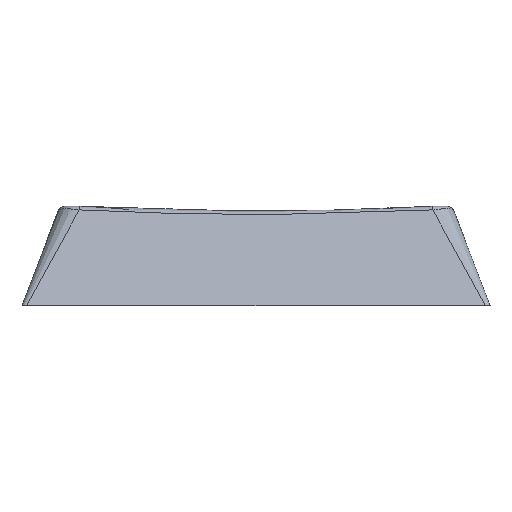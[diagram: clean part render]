
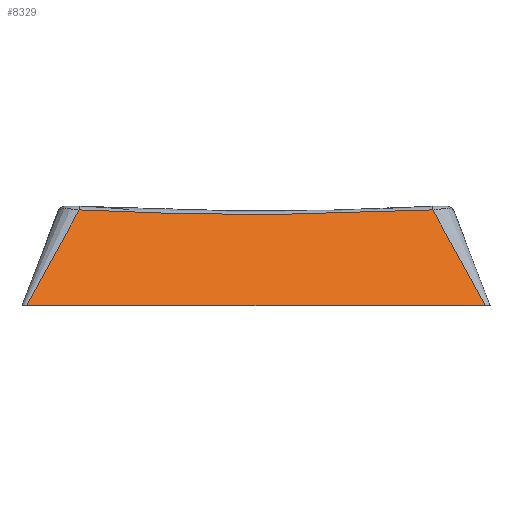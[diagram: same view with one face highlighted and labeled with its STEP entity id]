
A CAD part, top view. The second image highlights one B-rep face of the part: STEP entity #8329.
In plain terms, the highlighted planar face has unit normal (0, 0.423, 0.906).
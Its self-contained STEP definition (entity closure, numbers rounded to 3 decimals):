
#381 = EDGE_LOOP ( 'NONE', ( #8131, #2963, #4213, #7421 ) ) ;
#564 = VECTOR ( 'NONE', #1741, 1000. ) ;
#610 = VERTEX_POINT ( 'NONE', #7061 ) ;
#686 = CARTESIAN_POINT ( 'NONE',  ( 15.848, 4.318, 7.036 ) ) ;
#1273 = CARTESIAN_POINT ( 'NONE',  ( 18.575, 3.466, 7.434 ) ) ;
#1520 = CARTESIAN_POINT ( 'NONE',  ( -15.961, 4.113, 7.132 ) ) ;
#1568 = CARTESIAN_POINT ( 'NONE',  ( -16.034, 3.98, 7.194 ) ) ;
#1597 = CARTESIAN_POINT ( 'NONE',  ( 14.033, 7.602, 5.505 ) ) ;
#1644 = CARTESIAN_POINT ( 'NONE',  ( 14.435, 6.877, 5.843 ) ) ;
#1725 = VERTEX_POINT ( 'NONE', #6820 ) ;
#1741 = DIRECTION ( 'NONE',  ( 1., 0., 0. ) ) ;
#1863 = CARTESIAN_POINT ( 'NONE',  ( 14.033, 7.602, 5.505 ) ) ;
#2195 = CARTESIAN_POINT ( 'NONE',  ( 18.211, 0., 9.05 ) ) ;
#2312 = CARTESIAN_POINT ( 'NONE',  ( -16.016, 4.012, 7.179 ) ) ;
#2362 = CARTESIAN_POINT ( 'NONE',  ( -14.434, 6.878, 5.843 ) ) ;
#2392 = CARTESIAN_POINT ( 'NONE',  ( 16.721, 2.731, 7.777 ) ) ;
#2569 = CARTESIAN_POINT ( 'NONE',  ( -17.442, 1.412, 8.392 ) ) ;
#2963 = ORIENTED_EDGE ( 'NONE', *, *, #9867, .T. ) ;
#3422 = CARTESIAN_POINT ( 'NONE',  ( -18.211, 0., 9.05 ) ) ;
#3432 = VERTEX_POINT ( 'NONE', #9237 ) ;
#4203 = CARTESIAN_POINT ( 'NONE',  ( -16.721, 2.731, 7.777 ) ) ;
#4213 = ORIENTED_EDGE ( 'NONE', *, *, #8936, .T. ) ;
#4358 = DIRECTION ( 'NONE',  ( 0., 0.423, 0.906 ) ) ;
#4460 = CARTESIAN_POINT ( 'NONE',  ( 14.033, 7.602, 5.505 ) ) ;
#4708 = CARTESIAN_POINT ( 'NONE',  ( -14.033, 7.602, 5.505 ) ) ;
#4919 = EDGE_CURVE ( 'NONE', #1725, #9694, #6890, .T. ) ;
#5000 = EDGE_CURVE ( 'NONE', #3432, #1725, #7858, .T. ) ;
#5017 = CARTESIAN_POINT ( 'NONE',  ( -14.033, 7.602, 5.505 ) ) ;
#5292 = CARTESIAN_POINT ( 'NONE',  ( 17.442, 1.412, 8.392 ) ) ;
#5443 = CARTESIAN_POINT ( 'NONE',  ( 16.073, 3.909, 7.227 ) ) ;
#5465 = CARTESIAN_POINT ( 'NONE',  ( -15.576, 4.812, 6.806 ) ) ;
#5497 = CARTESIAN_POINT ( 'NONE',  ( 15.961, 4.113, 7.132 ) ) ;
#6144 = CARTESIAN_POINT ( 'NONE',  ( 16.016, 4.012, 7.179 ) ) ;
#6194 = CARTESIAN_POINT ( 'NONE',  ( 16.034, 3.98, 7.194 ) ) ;
#6243 = CARTESIAN_POINT ( 'NONE',  ( 14.995, 5.864, 6.315 ) ) ;
#6820 = CARTESIAN_POINT ( 'NONE',  ( 18.211, 0., 9.05 ) ) ;
#6890 = B_SPLINE_CURVE_WITH_KNOTS ( 'NONE', 3,
 ( #2195, #5292, #2392, #5443, #6194, #6144, #5497, #686, #8525, #6243, #1644, #1597 ),
 .UNSPECIFIED., .F., .F.,
 ( 4, 1, 2, 2, 1, 1, 1, 4 ),
 ( 0., 0.483, 0.498, 0.513, 0.544, 0.604, 0.725, 0.967 ),
 .UNSPECIFIED. ) ;
#7061 = CARTESIAN_POINT ( 'NONE',  ( -14.033, 7.602, 5.505 ) ) ;
#7261 = CARTESIAN_POINT ( 'NONE',  ( -18.575, 0., 9.05 ) ) ;
#7421 = ORIENTED_EDGE ( 'NONE', *, *, #5000, .T. ) ;
#7524 = DIRECTION ( 'NONE',  ( 0., -0.906, 0.423 ) ) ;
#7782 = CARTESIAN_POINT ( 'NONE',  ( -16.073, 3.909, 7.227 ) ) ;
#7858 = LINE ( 'NONE', #7261, #564 ) ;
#8034 = CARTESIAN_POINT ( 'NONE',  ( -4.685, 7.112, 5.734 ) ) ;
#8131 = ORIENTED_EDGE ( 'NONE', *, *, #4919, .T. ) ;
#8191 = PLANE ( 'NONE',  #8223 ) ;
#8223 = AXIS2_PLACEMENT_3D ( 'NONE', #1273, #4358, #7524 ) ;
#8329 = ADVANCED_FACE ( 'NONE', ( #9857 ), #8191, .T. ) ;
#8435 = B_SPLINE_CURVE_WITH_KNOTS ( 'NONE', 3,
 ( #1863, #8797, #8034, #5017 ),
 .UNSPECIFIED., .F., .F.,
 ( 4, 4 ),
 ( 0., 0.028 ),
 .UNSPECIFIED. ) ;
#8445 = CARTESIAN_POINT ( 'NONE',  ( -15.848, 4.318, 7.036 ) ) ;
#8525 = CARTESIAN_POINT ( 'NONE',  ( 15.576, 4.812, 6.806 ) ) ;
#8797 = CARTESIAN_POINT ( 'NONE',  ( 4.685, 7.112, 5.734 ) ) ;
#8936 = EDGE_CURVE ( 'NONE', #610, #3432, #9791, .T. ) ;
#9204 = CARTESIAN_POINT ( 'NONE',  ( -14.995, 5.865, 6.315 ) ) ;
#9237 = CARTESIAN_POINT ( 'NONE',  ( -18.211, 0., 9.05 ) ) ;
#9694 = VERTEX_POINT ( 'NONE', #4460 ) ;
#9791 = B_SPLINE_CURVE_WITH_KNOTS ( 'NONE', 3,
 ( #4708, #2362, #9204, #5465, #8445, #1520, #2312, #1568, #7782, #4203, #2569, #3422 ),
 .UNSPECIFIED., .F., .F.,
 ( 4, 1, 1, 1, 2, 2, 1, 4 ),
 ( 0.033, 0.275, 0.396, 0.456, 0.487, 0.502, 0.517, 1. ),
 .UNSPECIFIED. ) ;
#9857 = FACE_OUTER_BOUND ( 'NONE', #381, .T. ) ;
#9867 = EDGE_CURVE ( 'NONE', #9694, #610, #8435, .T. ) ;
